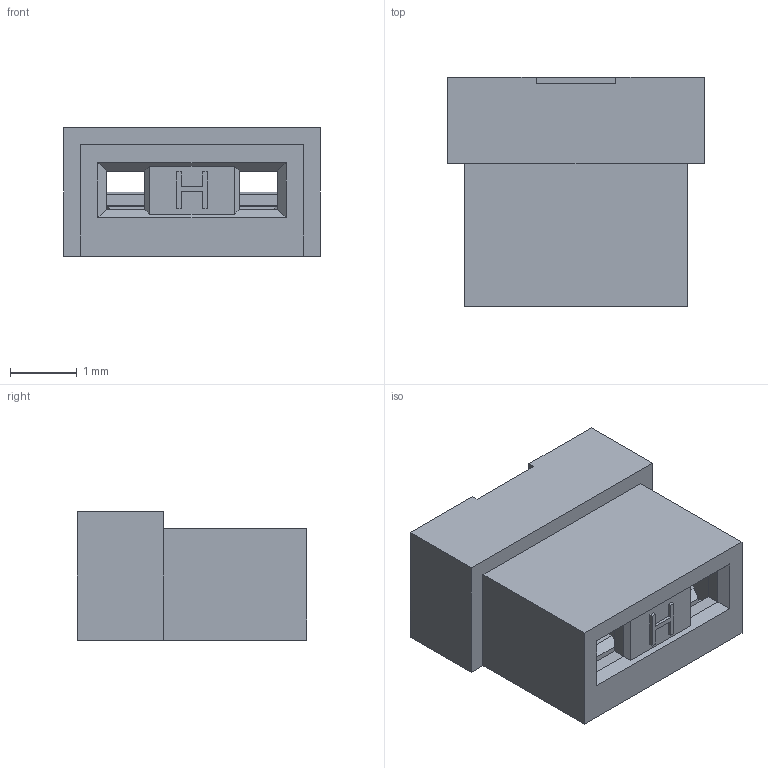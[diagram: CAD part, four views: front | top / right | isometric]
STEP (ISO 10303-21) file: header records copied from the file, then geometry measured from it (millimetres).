
FILE_DESCRIPTION(('STEP AP214'),'1');
FILE_NAME(' ',' ',('TraceParts'),('TraceParts S.A.'),'XStep 1.0',' ',' ');
FILE_SCHEMA(('automotive_design'));
Length unit declared in the file: millimetre
Products named in the file (2): M22-19X_ASM|Next assembly relationship;M22-105; M22-19X_ASM|Next assembly relationship;M22-02100XX
Bounding box: 3.85 x 3.45 x 1.93 mm (x, y, z)
Volume: 15.6 mm3; surface area: 97 mm2
Topology: 2 solids, 2 shells, 151 faces, 414 edges, 267 vertices
Faces by surface type: plane 121, cylinder 30
Entity records: 9459 total; most frequent: CARTESIAN_POINT 973, STYLED_ITEM 834, PRESENTATION_STYLE_ASSIGNMENT 834, COLOUR_RGB 834, ORIENTED_EDGE 828, DIRECTION 741, EDGE_CURVE 414, CURVE_STYLE 414
